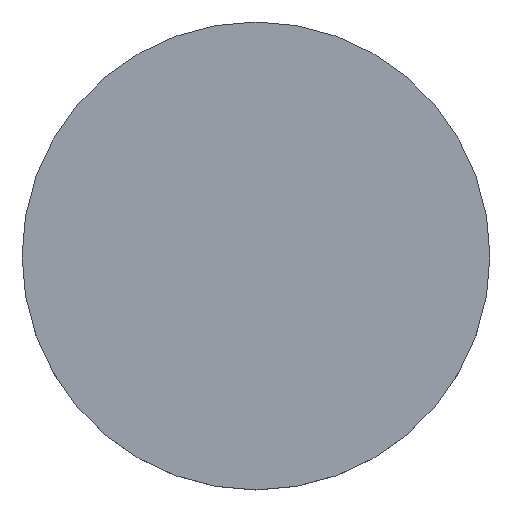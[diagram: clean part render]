
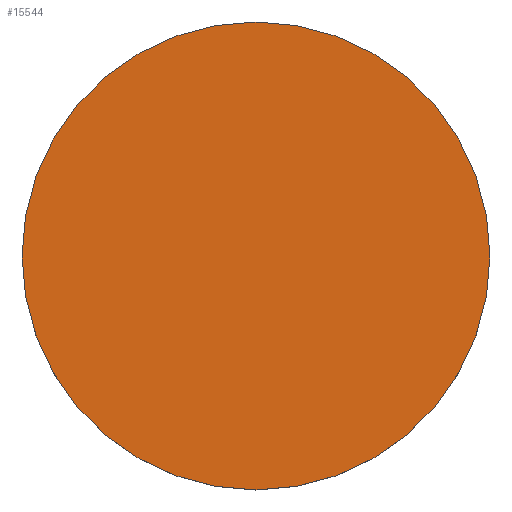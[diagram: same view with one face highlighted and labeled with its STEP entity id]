
A CAD part, top view. The second image highlights one B-rep face of the part: STEP entity #15544.
In plain terms, the highlighted planar face has unit normal (0, 0, 1).
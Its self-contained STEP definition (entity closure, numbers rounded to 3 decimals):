
#2099 = CARTESIAN_POINT ( 'NONE',  ( 24.15, 0., 4. ) ) ;
#2666 = AXIS2_PLACEMENT_3D ( 'NONE', #4386, #20006, #21796 ) ;
#4386 = CARTESIAN_POINT ( 'NONE',  ( 0., 0., 4. ) ) ;
#4842 = EDGE_LOOP ( 'NONE', ( #19372 ) ) ;
#6230 = CIRCLE ( 'NONE', #2666, 24.15 ) ;
#7068 = FACE_OUTER_BOUND ( 'NONE', #4842, .T. ) ;
#8902 = CARTESIAN_POINT ( 'NONE',  ( 0., 0., 4. ) ) ;
#10487 = DIRECTION ( 'NONE',  ( 1., 0., 0. ) ) ;
#10564 = AXIS2_PLACEMENT_3D ( 'NONE', #8902, #19179, #10487 ) ;
#12543 = VERTEX_POINT ( 'NONE', #2099 ) ;
#15544 = ADVANCED_FACE ( 'NONE', ( #7068 ), #19256, .T. ) ;
#15832 = EDGE_CURVE ( 'NONE', #12543, #12543, #6230, .T. ) ;
#19179 = DIRECTION ( 'NONE',  ( 0., 0., 1. ) ) ;
#19256 = PLANE ( 'NONE',  #10564 ) ;
#19372 = ORIENTED_EDGE ( 'NONE', *, *, #15832, .T. ) ;
#20006 = DIRECTION ( 'NONE',  ( 0., 0., 1. ) ) ;
#21796 = DIRECTION ( 'NONE',  ( 1., 0., 0. ) ) ;
